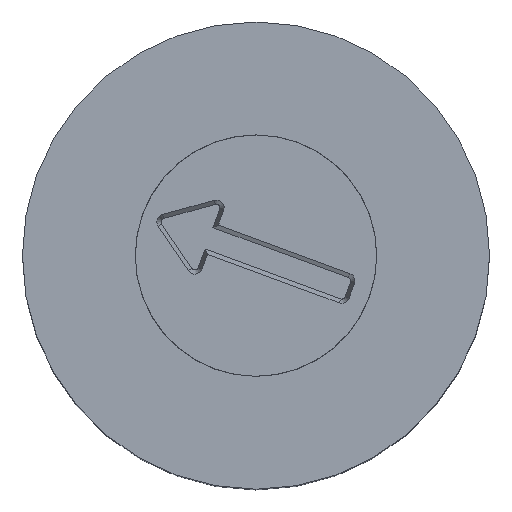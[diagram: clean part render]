
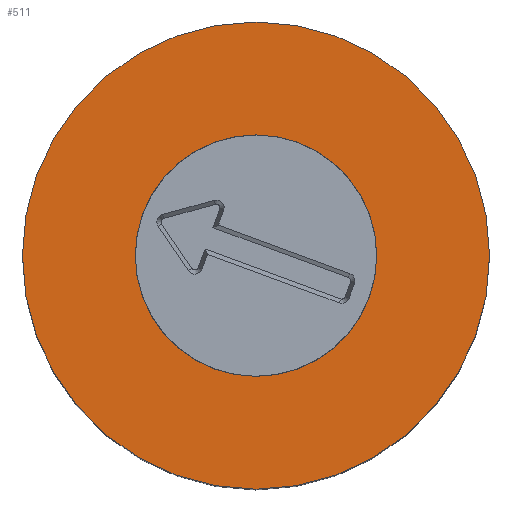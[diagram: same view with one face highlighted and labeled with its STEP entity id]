
A CAD part, top view. The second image highlights one B-rep face of the part: STEP entity #511.
In plain terms, the highlighted planar face has unit normal (0, 0, 1).
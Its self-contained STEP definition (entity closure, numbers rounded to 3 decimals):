
#30=FACE_BOUND('',#98,.T.);
#35=PLANE('',#623);
#63=FACE_OUTER_BOUND('',#97,.T.);
#97=EDGE_LOOP('',(#390));
#98=EDGE_LOOP('',(#391));
#205=CIRCLE('',#612,1.55);
#211=CIRCLE('',#622,3.);
#238=VERTEX_POINT('',#870);
#244=VERTEX_POINT('',#890);
#287=EDGE_CURVE('',#238,#238,#205,.T.);
#297=EDGE_CURVE('',#244,#244,#211,.T.);
#390=ORIENTED_EDGE('',*,*,#297,.F.);
#391=ORIENTED_EDGE('',*,*,#287,.T.);
#511=ADVANCED_FACE('',(#63,#30),#35,.F.);
#612=AXIS2_PLACEMENT_3D('',#871,#700,#701);
#622=AXIS2_PLACEMENT_3D('',#891,#724,#725);
#623=AXIS2_PLACEMENT_3D('',#893,#727,#728);
#700=DIRECTION('center_axis',(0.,0.,-1.));
#701=DIRECTION('ref_axis',(1.,0.,0.));
#724=DIRECTION('center_axis',(0.,0.,-1.));
#725=DIRECTION('ref_axis',(-1.,0.,0.));
#727=DIRECTION('center_axis',(0.,0.,-1.));
#728=DIRECTION('ref_axis',(-1.,0.,0.));
#870=CARTESIAN_POINT('',(-1.55,0.,8.));
#871=CARTESIAN_POINT('Origin',(0.,0.,8.));
#890=CARTESIAN_POINT('',(3.,0.,8.));
#891=CARTESIAN_POINT('Origin',(0.,0.,8.));
#893=CARTESIAN_POINT('Origin',(0.,0.,8.));
